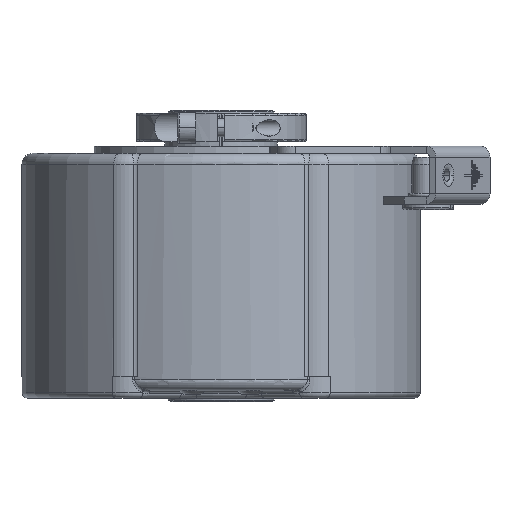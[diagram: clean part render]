
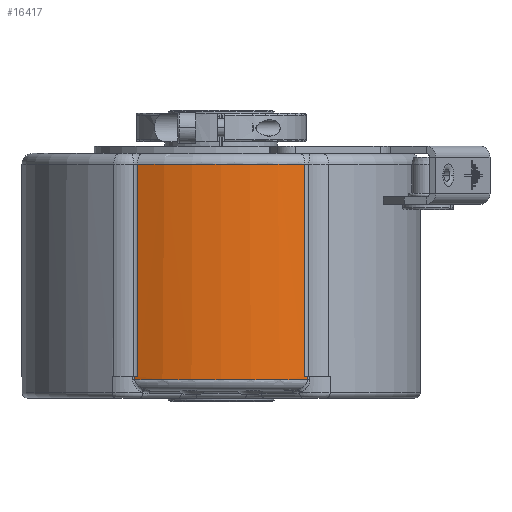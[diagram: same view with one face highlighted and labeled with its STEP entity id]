
A CAD part, front view. The second image highlights one B-rep face of the part: STEP entity #16417.
In plain terms, the highlighted cylindrical face has radius 53 mm (diameter 106 mm), a partial arc.
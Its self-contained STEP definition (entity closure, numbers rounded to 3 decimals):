
#687=CARTESIAN_POINT('',(0.,0.,-50.2));
#688=DIRECTION('',(0.,0.,-1.));
#689=DIRECTION('',(-0.435,-0.9,0.));
#690=AXIS2_PLACEMENT_3D('',#687,#688,#689);
#712=DIRECTION('',(0.,0.,1.));
#713=VECTOR('',#712,1.);
#714=CARTESIAN_POINT('',(23.8,-47.356,-51.2));
#715=LINE('',#714,#713);
#716=DIRECTION('',(0.,0.,-1.));
#717=VECTOR('',#716,1.);
#718=CARTESIAN_POINT('',(-23.8,-47.356,-50.2));
#719=LINE('',#718,#717);
#720=CARTESIAN_POINT('',(0.,0.,8.3));
#721=DIRECTION('',(0.,0.,-1.));
#722=DIRECTION('',(0.435,-0.9,0.));
#723=AXIS2_PLACEMENT_3D('',#720,#721,#722);
#730=DIRECTION('',(0.,0.,1.));
#731=VECTOR('',#730,58.5);
#732=CARTESIAN_POINT('',(23.08,-47.711,-50.2));
#733=LINE('',#732,#731);
#743=CARTESIAN_POINT('',(0.,0.,-50.2));
#744=DIRECTION('',(0.,0.,-1.));
#745=DIRECTION('',(0.449,-0.894,0.));
#746=AXIS2_PLACEMENT_3D('',#743,#744,#745);
#1833=CARTESIAN_POINT('',(-23.8,-47.356,
-51.2));
#1851=CARTESIAN_POINT('',(0.,0.,-51.2));
#1852=DIRECTION('',(0.,0.,1.));
#1853=DIRECTION('',(-0.449,-0.894,0.));
#1854=AXIS2_PLACEMENT_3D('',#1851,#1852,#1853);
#1872=CARTESIAN_POINT('',(23.8,-47.356,
-51.2));
#6429=DIRECTION('',(0.,0.,-1.));
#6430=VECTOR('',#6429,58.5);
#6431=CARTESIAN_POINT('',(-23.08,-47.711,8.3));
#6432=LINE('',#6431,#6430);
#13195=CARTESIAN_POINT('',(23.08,-47.711,8.3));
#13196=CARTESIAN_POINT('',(-23.08,-47.711,8.3));
#13197=VERTEX_POINT('',#13195);
#13198=VERTEX_POINT('',#13196);
#14165=VERTEX_POINT('',#1872);
#14195=VERTEX_POINT('',#1833);
#14448=CARTESIAN_POINT('',(23.8,-47.356,-50.2));
#14449=CARTESIAN_POINT('',(23.08,-47.711,-50.2));
#14450=VERTEX_POINT('',#14448);
#14451=VERTEX_POINT('',#14449);
#14452=CARTESIAN_POINT('',(-23.08,-47.711,-50.2));
#14453=CARTESIAN_POINT('',(-23.8,-47.356,-50.2));
#14454=VERTEX_POINT('',#14452);
#14455=VERTEX_POINT('',#14453);
#16395=CARTESIAN_POINT('',(0.,0.,-50.2));
#16396=DIRECTION('',(0.,0.,1.));
#16397=DIRECTION('',(1.,0.,0.));
#16398=AXIS2_PLACEMENT_3D('',#16395,#16396,#16397);
#16399=CYLINDRICAL_SURFACE('',#16398,53.);
#16401=ORIENTED_EDGE('',*,*,#16400,.F.);
#16403=ORIENTED_EDGE('',*,*,#16402,.F.);
#16405=ORIENTED_EDGE('',*,*,#16404,.F.);
#16407=ORIENTED_EDGE('',*,*,#16406,.F.);
#16409=ORIENTED_EDGE('',*,*,#16408,.F.);
#16410=ORIENTED_EDGE('',*,*,#16381,.F.);
#16412=ORIENTED_EDGE('',*,*,#16411,.F.);
#16414=ORIENTED_EDGE('',*,*,#16413,.F.);
#16415=EDGE_LOOP('',(#16401,#16403,#16405,#16407,#16409,#16410,#16412,#16414));
#16416=FACE_OUTER_BOUND('',#16415,.F.);
#691=CIRCLE('',#690,53.);
#724=CIRCLE('',#723,53.);
#747=CIRCLE('',#746,53.);
#1855=CIRCLE('',#1854,53.);
#16381=EDGE_CURVE('',#14454,#14455,#691,.T.);
#16400=EDGE_CURVE('',#14451,#13197,#733,.T.);
#16402=EDGE_CURVE('',#14450,#14451,#747,.T.);
#16404=EDGE_CURVE('',#14165,#14450,#715,.T.);
#16406=EDGE_CURVE('',#14195,#14165,#1855,.T.);
#16408=EDGE_CURVE('',#14455,#14195,#719,.T.);
#16411=EDGE_CURVE('',#13198,#14454,#6432,.T.);
#16413=EDGE_CURVE('',#13197,#13198,#724,.T.);
#16417=ADVANCED_FACE('',(#16416),#16399,.T.);
